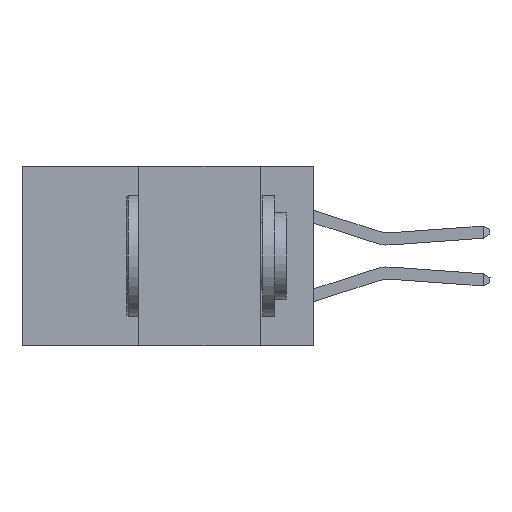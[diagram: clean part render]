
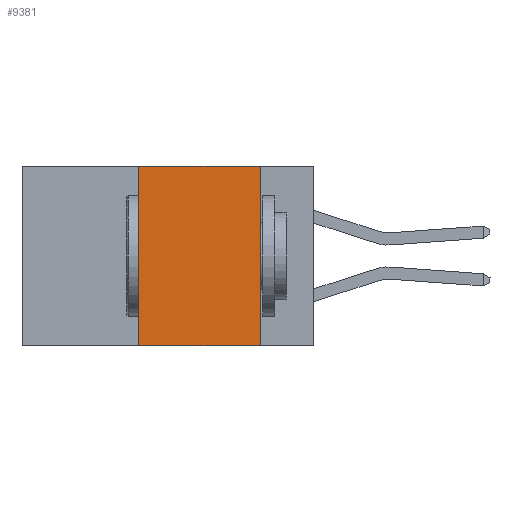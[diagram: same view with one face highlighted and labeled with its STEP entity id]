
A CAD part, left-side view. The second image highlights one B-rep face of the part: STEP entity #9381.
In plain terms, the highlighted planar face has unit normal (-1, 0, 0).
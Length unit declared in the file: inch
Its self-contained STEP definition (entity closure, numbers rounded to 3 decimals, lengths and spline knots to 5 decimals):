
#447 = EDGE_CURVE ( 'NONE', #15304, #1800, #18533, .T. ) ;
#735 = CARTESIAN_POINT ( 'NONE',  ( 0., 0.6, 0. ) ) ;
#824 = DIRECTION ( 'NONE',  ( 0., -1., 0. ) ) ;
#1077 = VECTOR ( 'NONE', #5588, 39.37008 ) ;
#1800 = VERTEX_POINT ( 'NONE', #21018 ) ;
#3657 = DIRECTION ( 'NONE',  ( 0., -1., 0. ) ) ;
#4346 = ORIENTED_EDGE ( 'NONE', *, *, #6650, .F. ) ;
#4452 = VECTOR ( 'NONE', #3657, 39.37008 ) ;
#4678 = LINE ( 'NONE', #735, #5974 ) ;
#5258 = PLANE ( 'NONE',  #20113 ) ;
#5583 = ORIENTED_EDGE ( 'NONE', *, *, #26471, .F. ) ;
#5588 = DIRECTION ( 'NONE',  ( 0., 0., 1. ) ) ;
#5974 = VECTOR ( 'NONE', #824, 39.37008 ) ;
#6650 = EDGE_CURVE ( 'NONE', #1800, #9139, #4678, .T. ) ;
#7196 = CARTESIAN_POINT ( 'NONE',  ( 0., 0.11, 0. ) ) ;
#8995 = EDGE_LOOP ( 'NONE', ( #5583, #4346, #9245, #16835 ) ) ;
#8999 = VECTOR ( 'NONE', #9124, 39.37008 ) ;
#9124 = DIRECTION ( 'NONE',  ( 0., 0., -1. ) ) ;
#9139 = VERTEX_POINT ( 'NONE', #10774 ) ;
#9245 = ORIENTED_EDGE ( 'NONE', *, *, #447, .F. ) ;
#9381 = ADVANCED_FACE ( 'NONE', ( #11009 ), #5258, .F. ) ;
#10774 = CARTESIAN_POINT ( 'NONE',  ( 0., 0.11, 0. ) ) ;
#11009 = FACE_OUTER_BOUND ( 'NONE', #8995, .T. ) ;
#11460 = DIRECTION ( 'NONE',  ( 0., 0., -1. ) ) ;
#11551 = DIRECTION ( 'NONE',  ( 1., 0., 0. ) ) ;
#11923 = LINE ( 'NONE', #18296, #4452 ) ;
#13811 = CARTESIAN_POINT ( 'NONE',  ( 0., 0.6, 0. ) ) ;
#15304 = VERTEX_POINT ( 'NONE', #15607 ) ;
#15607 = CARTESIAN_POINT ( 'NONE',  ( 0., 0.36, -0.37 ) ) ;
#15714 = VERTEX_POINT ( 'NONE', #21386 ) ;
#16835 = ORIENTED_EDGE ( 'NONE', *, *, #25265, .T. ) ;
#17719 = CARTESIAN_POINT ( 'NONE',  ( 0., 0.36, 0. ) ) ;
#18296 = CARTESIAN_POINT ( 'NONE',  ( 0., 0.6, -0.37 ) ) ;
#18533 = LINE ( 'NONE', #17719, #1077 ) ;
#20113 = AXIS2_PLACEMENT_3D ( 'NONE', #13811, #11551, #11460 ) ;
#21018 = CARTESIAN_POINT ( 'NONE',  ( 0., 0.36, 0. ) ) ;
#21261 = LINE ( 'NONE', #7196, #8999 ) ;
#21386 = CARTESIAN_POINT ( 'NONE',  ( 0., 0.11, -0.37 ) ) ;
#25265 = EDGE_CURVE ( 'NONE', #15304, #15714, #11923, .T. ) ;
#26471 = EDGE_CURVE ( 'NONE', #9139, #15714, #21261, .T. ) ;
